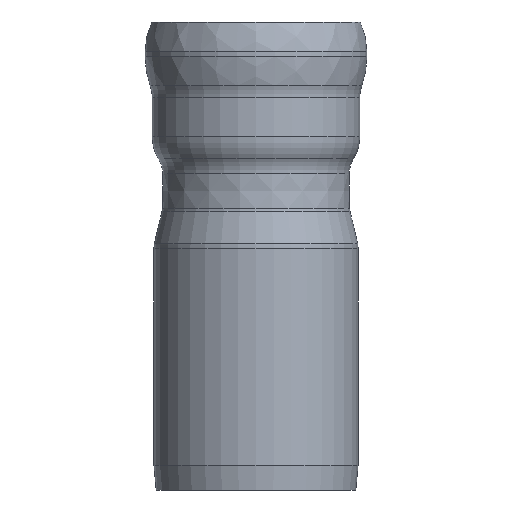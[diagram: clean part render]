
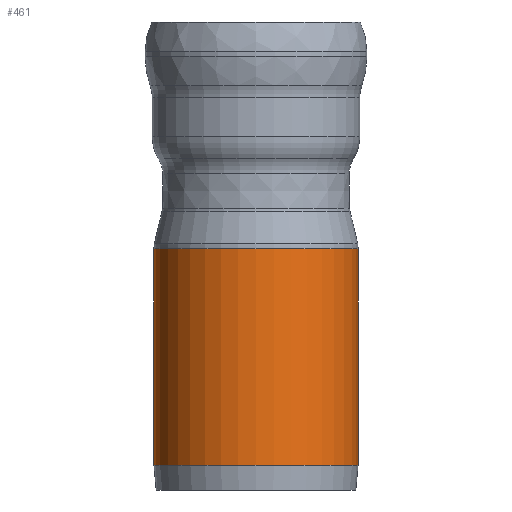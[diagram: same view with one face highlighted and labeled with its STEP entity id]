
A CAD part, front view. The second image highlights one B-rep face of the part: STEP entity #461.
In plain terms, the highlighted cylindrical face has radius 290 mm (diameter 580 mm), a full revolution.
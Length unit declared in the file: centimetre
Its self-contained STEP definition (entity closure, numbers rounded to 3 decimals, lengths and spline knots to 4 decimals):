
#39=LINE('',#866,#51);
#51=VECTOR('',#648,29.);
#61=CYLINDRICAL_SURFACE('',#517,29.);
#77=FACE_OUTER_BOUND('',#105,.T.);
#105=EDGE_LOOP('',(#363,#364,#365,#366,#367));
#149=CIRCLE('',#514,29.);
#151=CIRCLE('',#516,29.);
#152=CIRCLE('',#518,29.);
#203=VERTEX_POINT('',#858);
#204=VERTEX_POINT('',#859);
#205=VERTEX_POINT('',#864);
#259=EDGE_CURVE('',#203,#204,#149,.T.);
#261=EDGE_CURVE('',#204,#203,#151,.T.);
#262=EDGE_CURVE('',#205,#205,#152,.T.);
#263=EDGE_CURVE('',#205,#204,#39,.T.);
#363=ORIENTED_EDGE('',*,*,#262,.F.);
#364=ORIENTED_EDGE('',*,*,#263,.T.);
#365=ORIENTED_EDGE('',*,*,#261,.T.);
#366=ORIENTED_EDGE('',*,*,#259,.T.);
#367=ORIENTED_EDGE('',*,*,#263,.F.);
#461=ADVANCED_FACE('',(#77),#61,.T.);
#514=AXIS2_PLACEMENT_3D('',#860,#638,#639);
#516=AXIS2_PLACEMENT_3D('',#862,#642,#643);
#517=AXIS2_PLACEMENT_3D('',#863,#644,#645);
#518=AXIS2_PLACEMENT_3D('',#865,#646,#647);
#638=DIRECTION('center_axis',(0.,0.,-1.));
#639=DIRECTION('ref_axis',(1.,0.,0.));
#642=DIRECTION('center_axis',(0.,0.,-1.));
#643=DIRECTION('ref_axis',(1.,0.,0.));
#644=DIRECTION('center_axis',(0.,0.,-1.));
#645=DIRECTION('ref_axis',(-1.,0.,0.));
#646=DIRECTION('center_axis',(0.,0.,-1.));
#647=DIRECTION('ref_axis',(1.,0.,0.));
#648=DIRECTION('',(0.,0.,1.));
#858=CARTESIAN_POINT('',(0.,-29.,68.5227));
#859=CARTESIAN_POINT('',(29.,0.,68.5227));
#860=CARTESIAN_POINT('Origin',(0.,0.,68.5227));
#862=CARTESIAN_POINT('Origin',(0.,0.,68.5227));
#863=CARTESIAN_POINT('Origin',(0.,0.,37.7614));
#864=CARTESIAN_POINT('',(29.,0.,7.));
#865=CARTESIAN_POINT('Origin',(0.,0.,7.));
#866=CARTESIAN_POINT('',(29.,0.,37.7614));
